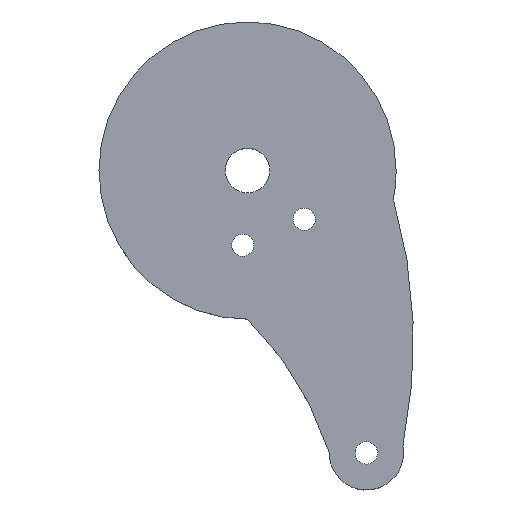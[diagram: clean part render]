
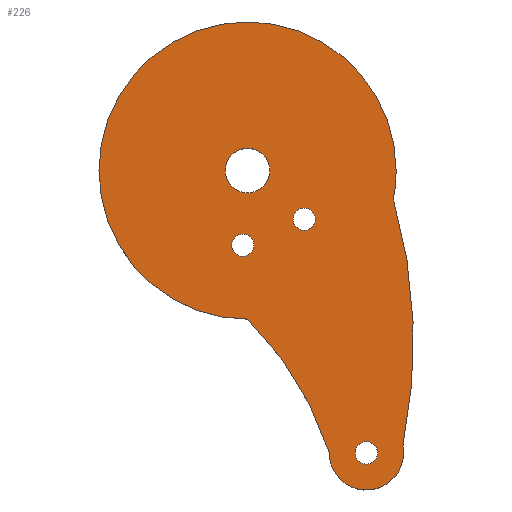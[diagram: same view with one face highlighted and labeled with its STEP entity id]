
A CAD part, top view. The second image highlights one B-rep face of the part: STEP entity #226.
In plain terms, the highlighted planar face has unit normal (0, 0, 1).
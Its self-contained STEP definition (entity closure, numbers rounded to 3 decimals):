
#4 = CIRCLE ( 'NONE', #550, 1.5 ) ;
#5 = EDGE_CURVE ( 'NONE', #597, #300, #67, .T. ) ;
#13 = VERTEX_POINT ( 'NONE', #545 ) ;
#14 = CARTESIAN_POINT ( 'NONE',  ( 3., 0., 4. ) ) ;
#16 = FACE_BOUND ( 'NONE', #365, .T. ) ;
#22 = CARTESIAN_POINT ( 'NONE',  ( 7.64, -6.548, 4. ) ) ;
#43 = DIRECTION ( 'NONE',  ( 0., 0., 1. ) ) ;
#44 = FACE_BOUND ( 'NONE', #71, .T. ) ;
#47 = CARTESIAN_POINT ( 'NONE',  ( -2.155, -10.041, 4. ) ) ;
#48 = CARTESIAN_POINT ( 'NONE',  ( 0., 0., 4. ) ) ;
#53 = DIRECTION ( 'NONE',  ( 1., 0., 0. ) ) ;
#58 = EDGE_CURVE ( 'NONE', #217, #13, #224, .T. ) ;
#59 = CARTESIAN_POINT ( 'NONE',  ( 9.14, -6.548, 4. ) ) ;
#67 = CIRCLE ( 'NONE', #196, 20. ) ;
#71 = EDGE_LOOP ( 'NONE', ( #511, #332 ) ) ;
#72 = CARTESIAN_POINT ( 'NONE',  ( 0., 0., 4. ) ) ;
#73 = EDGE_CURVE ( 'NONE', #217, #597, #415, .T. ) ;
#78 = ORIENTED_EDGE ( 'NONE', *, *, #407, .F. ) ;
#80 = DIRECTION ( 'NONE',  ( 0., 0., 1. ) ) ;
#83 = CARTESIAN_POINT ( 'NONE',  ( 0., 0., 4. ) ) ;
#85 = CARTESIAN_POINT ( 'NONE',  ( 0., -20., 4. ) ) ;
#87 = AXIS2_PLACEMENT_3D ( 'NONE', #373, #326, #129 ) ;
#92 = CARTESIAN_POINT ( 'NONE',  ( 6.14, -6.548, 4. ) ) ;
#96 = CARTESIAN_POINT ( 'NONE',  ( 19.631, -3.822, 4. ) ) ;
#97 = ORIENTED_EDGE ( 'NONE', *, *, #5, .T. ) ;
#99 = AXIS2_PLACEMENT_3D ( 'NONE', #126, #510, #181 ) ;
#102 = CARTESIAN_POINT ( 'NONE',  ( -20., 0., 4. ) ) ;
#110 = CIRCLE ( 'NONE', #87, 1.5 ) ;
#123 = DIRECTION ( 'NONE',  ( 0., 0., 1. ) ) ;
#124 = CARTESIAN_POINT ( 'NONE',  ( 16., -38., 4. ) ) ;
#126 = CARTESIAN_POINT ( 'NONE',  ( -47.67, -23.069, 4. ) ) ;
#128 = EDGE_CURVE ( 'NONE', #405, #549, #110, .T. ) ;
#129 = DIRECTION ( 'NONE',  ( 1., 0., 0. ) ) ;
#134 = AXIS2_PLACEMENT_3D ( 'NONE', #124, #80, #411 ) ;
#141 = DIRECTION ( 'NONE',  ( 1., 0., 0. ) ) ;
#143 = EDGE_CURVE ( 'NONE', #317, #264, #148, .T. ) ;
#146 = DIRECTION ( 'NONE',  ( 1., 0., 0. ) ) ;
#148 = CIRCLE ( 'NONE', #580, 1.5 ) ;
#149 = DIRECTION ( 'NONE',  ( 1., 0., 0. ) ) ;
#152 = CARTESIAN_POINT ( 'NONE',  ( 20., 0., 4. ) ) ;
#159 = VERTEX_POINT ( 'NONE', #368 ) ;
#165 = ORIENTED_EDGE ( 'NONE', *, *, #586, .T. ) ;
#168 = CIRCLE ( 'NONE', #359, 3. ) ;
#171 = VERTEX_POINT ( 'NONE', #85 ) ;
#175 = AXIS2_PLACEMENT_3D ( 'NONE', #48, #528, #420 ) ;
#176 = CIRCLE ( 'NONE', #266, 1.5 ) ;
#181 = DIRECTION ( 'NONE',  ( 1., 0., 0. ) ) ;
#185 = EDGE_CURVE ( 'NONE', #363, #13, #265, .T. ) ;
#188 = AXIS2_PLACEMENT_3D ( 'NONE', #585, #345, #149 ) ;
#196 = AXIS2_PLACEMENT_3D ( 'NONE', #72, #263, #220 ) ;
#201 = EDGE_LOOP ( 'NONE', ( #561, #78 ) ) ;
#206 = DIRECTION ( 'NONE',  ( 0., 0., 1. ) ) ;
#209 = AXIS2_PLACEMENT_3D ( 'NONE', #284, #43, #141 ) ;
#210 = CARTESIAN_POINT ( 'NONE',  ( 14.5, -38., 4. ) ) ;
#215 = ORIENTED_EDGE ( 'NONE', *, *, #443, .F. ) ;
#216 = CARTESIAN_POINT ( 'NONE',  ( -0.655, -10.041, 4. ) ) ;
#217 = VERTEX_POINT ( 'NONE', #96 ) ;
#220 = DIRECTION ( 'NONE',  ( 1., 0., 0. ) ) ;
#224 = CIRCLE ( 'NONE', #99, 70. ) ;
#226 = ADVANCED_FACE ( 'NONE', ( #433, #44, #386, #16, #611 ), #374, .T. ) ;
#228 = ORIENTED_EDGE ( 'NONE', *, *, #242, .T. ) ;
#239 = CIRCLE ( 'NONE', #175, 3. ) ;
#242 = EDGE_CURVE ( 'NONE', #171, #363, #507, .T. ) ;
#243 = DIRECTION ( 'NONE',  ( 0., 0., 1. ) ) ;
#254 = ORIENTED_EDGE ( 'NONE', *, *, #601, .F. ) ;
#257 = DIRECTION ( 'NONE',  ( 0., 0., 1. ) ) ;
#260 = VERTEX_POINT ( 'NONE', #481 ) ;
#263 = DIRECTION ( 'NONE',  ( 0., 0., 1. ) ) ;
#264 = VERTEX_POINT ( 'NONE', #92 ) ;
#265 = CIRCLE ( 'NONE', #134, 5. ) ;
#266 = AXIS2_PLACEMENT_3D ( 'NONE', #22, #439, #304 ) ;
#271 = EDGE_CURVE ( 'NONE', #486, #159, #239, .T. ) ;
#284 = CARTESIAN_POINT ( 'NONE',  ( 0., 0., 4. ) ) ;
#300 = VERTEX_POINT ( 'NONE', #102 ) ;
#302 = CARTESIAN_POINT ( 'NONE',  ( 0.845, -10.041, 4. ) ) ;
#304 = DIRECTION ( 'NONE',  ( 1., 0., 0. ) ) ;
#317 = VERTEX_POINT ( 'NONE', #59 ) ;
#326 = DIRECTION ( 'NONE',  ( 0., 0., 1. ) ) ;
#332 = ORIENTED_EDGE ( 'NONE', *, *, #362, .F. ) ;
#338 = CARTESIAN_POINT ( 'NONE',  ( -30.95, -51.275, 4. ) ) ;
#341 = CARTESIAN_POINT ( 'NONE',  ( 0., 0., 4. ) ) ;
#345 = DIRECTION ( 'NONE',  ( 0., 0., 1. ) ) ;
#347 = DIRECTION ( 'NONE',  ( 1., 0., 0. ) ) ;
#349 = EDGE_LOOP ( 'NONE', ( #388, #97, #165, #228, #482, #523 ) ) ;
#359 = AXIS2_PLACEMENT_3D ( 'NONE', #479, #520, #574 ) ;
#361 = ORIENTED_EDGE ( 'NONE', *, *, #128, .F. ) ;
#362 = EDGE_CURVE ( 'NONE', #264, #317, #176, .T. ) ;
#363 = VERTEX_POINT ( 'NONE', #485 ) ;
#365 = EDGE_LOOP ( 'NONE', ( #215, #442 ) ) ;
#366 = AXIS2_PLACEMENT_3D ( 'NONE', #338, #425, #146 ) ;
#368 = CARTESIAN_POINT ( 'NONE',  ( -3., 0., 4. ) ) ;
#373 = CARTESIAN_POINT ( 'NONE',  ( -0.655, -10.041, 4. ) ) ;
#374 = PLANE ( 'NONE',  #209 ) ;
#378 = AXIS2_PLACEMENT_3D ( 'NONE', #390, #257, #436 ) ;
#386 = FACE_OUTER_BOUND ( 'NONE', #349, .T. ) ;
#388 = ORIENTED_EDGE ( 'NONE', *, *, #73, .T. ) ;
#390 = CARTESIAN_POINT ( 'NONE',  ( 16., -38., 4. ) ) ;
#399 = VERTEX_POINT ( 'NONE', #210 ) ;
#405 = VERTEX_POINT ( 'NONE', #47 ) ;
#407 = EDGE_CURVE ( 'NONE', #260, #399, #541, .T. ) ;
#411 = DIRECTION ( 'NONE',  ( 1., 0., 0. ) ) ;
#414 = DIRECTION ( 'NONE',  ( 1., 0., 0. ) ) ;
#415 = CIRCLE ( 'NONE', #423, 20. ) ;
#420 = DIRECTION ( 'NONE',  ( 1., 0., 0. ) ) ;
#423 = AXIS2_PLACEMENT_3D ( 'NONE', #83, #123, #459 ) ;
#425 = DIRECTION ( 'NONE',  ( 0., 0., -1. ) ) ;
#433 = FACE_BOUND ( 'NONE', #573, .T. ) ;
#436 = DIRECTION ( 'NONE',  ( 1., 0., 0. ) ) ;
#439 = DIRECTION ( 'NONE',  ( 0., 0., 1. ) ) ;
#442 = ORIENTED_EDGE ( 'NONE', *, *, #271, .F. ) ;
#443 = EDGE_CURVE ( 'NONE', #159, #486, #168, .T. ) ;
#459 = DIRECTION ( 'NONE',  ( 1., 0., 0. ) ) ;
#464 = AXIS2_PLACEMENT_3D ( 'NONE', #341, #206, #53 ) ;
#479 = CARTESIAN_POINT ( 'NONE',  ( 0., 0., 4. ) ) ;
#481 = CARTESIAN_POINT ( 'NONE',  ( 17.5, -38., 4. ) ) ;
#482 = ORIENTED_EDGE ( 'NONE', *, *, #185, .T. ) ;
#485 = CARTESIAN_POINT ( 'NONE',  ( 11., -38., 4. ) ) ;
#486 = VERTEX_POINT ( 'NONE', #14 ) ;
#497 = EDGE_CURVE ( 'NONE', #399, #260, #508, .T. ) ;
#500 = CIRCLE ( 'NONE', #464, 20. ) ;
#507 = CIRCLE ( 'NONE', #366, 44. ) ;
#508 = CIRCLE ( 'NONE', #378, 1.5 ) ;
#509 = CARTESIAN_POINT ( 'NONE',  ( 7.64, -6.548, 4. ) ) ;
#510 = DIRECTION ( 'NONE',  ( 0., 0., -1. ) ) ;
#511 = ORIENTED_EDGE ( 'NONE', *, *, #143, .F. ) ;
#520 = DIRECTION ( 'NONE',  ( 0., 0., 1. ) ) ;
#523 = ORIENTED_EDGE ( 'NONE', *, *, #58, .F. ) ;
#528 = DIRECTION ( 'NONE',  ( 0., 0., 1. ) ) ;
#541 = CIRCLE ( 'NONE', #188, 1.5 ) ;
#545 = CARTESIAN_POINT ( 'NONE',  ( 20.914, -37.076, 4. ) ) ;
#549 = VERTEX_POINT ( 'NONE', #302 ) ;
#550 = AXIS2_PLACEMENT_3D ( 'NONE', #216, #243, #347 ) ;
#551 = DIRECTION ( 'NONE',  ( 0., 0., 1. ) ) ;
#561 = ORIENTED_EDGE ( 'NONE', *, *, #497, .F. ) ;
#573 = EDGE_LOOP ( 'NONE', ( #254, #361 ) ) ;
#574 = DIRECTION ( 'NONE',  ( 1., 0., 0. ) ) ;
#580 = AXIS2_PLACEMENT_3D ( 'NONE', #509, #551, #414 ) ;
#585 = CARTESIAN_POINT ( 'NONE',  ( 16., -38., 4. ) ) ;
#586 = EDGE_CURVE ( 'NONE', #300, #171, #500, .T. ) ;
#597 = VERTEX_POINT ( 'NONE', #152 ) ;
#601 = EDGE_CURVE ( 'NONE', #549, #405, #4, .T. ) ;
#611 = FACE_BOUND ( 'NONE', #201, .T. ) ;
